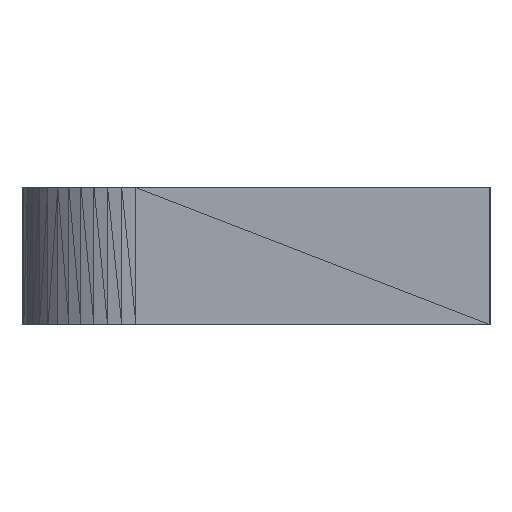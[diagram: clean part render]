
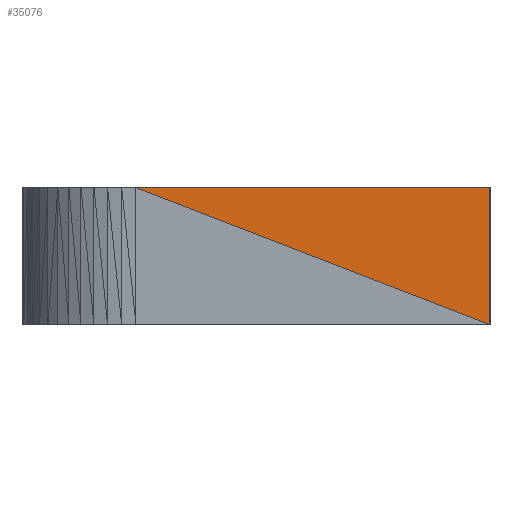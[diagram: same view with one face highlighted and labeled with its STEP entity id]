
A CAD part, left-side view. The second image highlights one B-rep face of the part: STEP entity #35076.
In plain terms, the highlighted planar face has unit normal (-1, 0, 0).
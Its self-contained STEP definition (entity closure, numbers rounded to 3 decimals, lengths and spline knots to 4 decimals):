
#57 = VERTEX_POINT('',#58);
#58 = CARTESIAN_POINT('',(-11.,7.75,0.));
#98 = PLANE('',#99);
#99 = AXIS2_PLACEMENT_3D('',#100,#101,#102);
#100 = CARTESIAN_POINT('',(-10.9056,3.8753,0.));
#101 = DIRECTION('',(0.,0.,1.));
#102 = DIRECTION('',(1.,0.,-0.));
#25889 = VERTEX_POINT('',#25890);
#25890 = CARTESIAN_POINT('',(-11.,0.,-3.));
#26112 = VERTEX_POINT('',#26113);
#26113 = CARTESIAN_POINT('',(-11.,0.,0.));
#26260 = PLANE('',#26261);
#26261 = AXIS2_PLACEMENT_3D('',#26262,#26263,#26264);
#26262 = CARTESIAN_POINT('',(-10.3654,0.,-1.3584));
#26263 = DIRECTION('',(-0.,-1.,-0.));
#26264 = DIRECTION('',(0.,0.,-1.));
#26319 = EDGE_CURVE('',#25889,#26112,#26320,.T.);
#26320 = SURFACE_CURVE('',#26321,(#26325,#26332),.PCURVE_S1.);
#26321 = LINE('',#26322,#26323);
#26322 = CARTESIAN_POINT('',(-11.,0.,-3.));
#26323 = VECTOR('',#26324,1.);
#26324 = DIRECTION('',(0.,0.,1.));
#26325 = PCURVE('',#26260,#26326);
#26326 = DEFINITIONAL_REPRESENTATION('',(#26327),#26331);
#26327 = LINE('',#26328,#26329);
#26328 = CARTESIAN_POINT('',(1.642,-0.635));
#26329 = VECTOR('',#26330,1.);
#26330 = DIRECTION('',(-1.,0.));
#26331 = ( GEOMETRIC_REPRESENTATION_CONTEXT(2) 
PARAMETRIC_REPRESENTATION_CONTEXT() REPRESENTATION_CONTEXT('2D SPACE',''
  ) );
#26332 = PCURVE('',#26333,#26338);
#26333 = PLANE('',#26334);
#26334 = AXIS2_PLACEMENT_3D('',#26335,#26336,#26337);
#26335 = CARTESIAN_POINT('',(-11.,3.2651,-0.8901));
#26336 = DIRECTION('',(-1.,0.,0.));
#26337 = DIRECTION('',(0.,0.,-1.));
#26338 = DEFINITIONAL_REPRESENTATION('',(#26339),#26343);
#26339 = LINE('',#26340,#26341);
#26340 = CARTESIAN_POINT('',(2.11,3.265));
#26341 = VECTOR('',#26342,1.);
#26342 = DIRECTION('',(-1.,0.));
#26343 = ( GEOMETRIC_REPRESENTATION_CONTEXT(2) 
PARAMETRIC_REPRESENTATION_CONTEXT() REPRESENTATION_CONTEXT('2D SPACE',''
  ) );
#34898 = PLANE('',#34899);
#34899 = AXIS2_PLACEMENT_3D('',#34900,#34901,#34902);
#34900 = CARTESIAN_POINT('',(-11.,4.4849,-2.1099));
#34901 = DIRECTION('',(-1.,0.,0.));
#34902 = DIRECTION('',(0.,0.,-1.));
#35054 = EDGE_CURVE('',#25889,#57,#35055,.T.);
#35055 = SURFACE_CURVE('',#35056,(#35060,#35067),.PCURVE_S1.);
#35056 = LINE('',#35057,#35058);
#35057 = CARTESIAN_POINT('',(-11.,0.,-3.));
#35058 = VECTOR('',#35059,1.);
#35059 = DIRECTION('',(0.,0.933,0.361));
#35060 = PCURVE('',#34898,#35061);
#35061 = DEFINITIONAL_REPRESENTATION('',(#35062),#35066);
#35062 = LINE('',#35063,#35064);
#35063 = CARTESIAN_POINT('',(0.89,4.485));
#35064 = VECTOR('',#35065,1.);
#35065 = DIRECTION('',(-0.361,-0.933));
#35066 = ( GEOMETRIC_REPRESENTATION_CONTEXT(2) 
PARAMETRIC_REPRESENTATION_CONTEXT() REPRESENTATION_CONTEXT('2D SPACE',''
  ) );
#35067 = PCURVE('',#26333,#35068);
#35068 = DEFINITIONAL_REPRESENTATION('',(#35069),#35073);
#35069 = LINE('',#35070,#35071);
#35070 = CARTESIAN_POINT('',(2.11,3.265));
#35071 = VECTOR('',#35072,1.);
#35072 = DIRECTION('',(-0.361,-0.933));
#35073 = ( GEOMETRIC_REPRESENTATION_CONTEXT(2) 
PARAMETRIC_REPRESENTATION_CONTEXT() REPRESENTATION_CONTEXT('2D SPACE',''
  ) );
#35076 = ADVANCED_FACE('',(#35077),#26333,.T.);
#35077 = FACE_BOUND('',#35078,.T.);
#35078 = EDGE_LOOP('',(#35079,#35080,#35081));
#35079 = ORIENTED_EDGE('',*,*,#35054,.F.);
#35080 = ORIENTED_EDGE('',*,*,#26319,.T.);
#35081 = ORIENTED_EDGE('',*,*,#35082,.T.);
#35082 = EDGE_CURVE('',#26112,#57,#35083,.T.);
#35083 = SURFACE_CURVE('',#35084,(#35088,#35095),.PCURVE_S1.);
#35084 = LINE('',#35085,#35086);
#35085 = CARTESIAN_POINT('',(-11.,0.,0.));
#35086 = VECTOR('',#35087,1.);
#35087 = DIRECTION('',(0.,1.,0.));
#35088 = PCURVE('',#26333,#35089);
#35089 = DEFINITIONAL_REPRESENTATION('',(#35090),#35094);
#35090 = LINE('',#35091,#35092);
#35091 = CARTESIAN_POINT('',(-0.89,3.265));
#35092 = VECTOR('',#35093,1.);
#35093 = DIRECTION('',(0.,-1.));
#35094 = ( GEOMETRIC_REPRESENTATION_CONTEXT(2) 
PARAMETRIC_REPRESENTATION_CONTEXT() REPRESENTATION_CONTEXT('2D SPACE',''
  ) );
#35095 = PCURVE('',#98,#35096);
#35096 = DEFINITIONAL_REPRESENTATION('',(#35097),#35101);
#35097 = LINE('',#35098,#35099);
#35098 = CARTESIAN_POINT('',(-0.094,-3.875));
#35099 = VECTOR('',#35100,1.);
#35100 = DIRECTION('',(0.,1.));
#35101 = ( GEOMETRIC_REPRESENTATION_CONTEXT(2) 
PARAMETRIC_REPRESENTATION_CONTEXT() REPRESENTATION_CONTEXT('2D SPACE',''
  ) );
